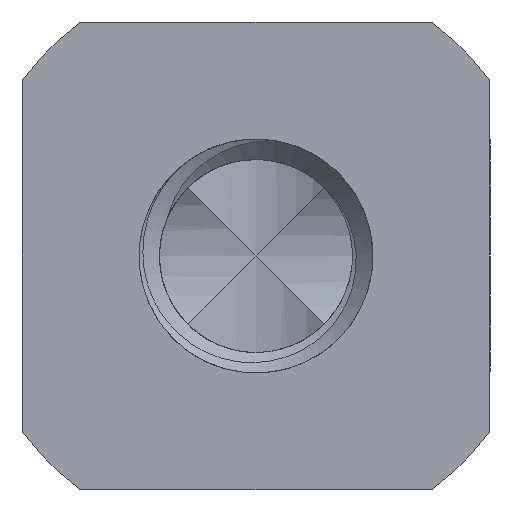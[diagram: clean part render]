
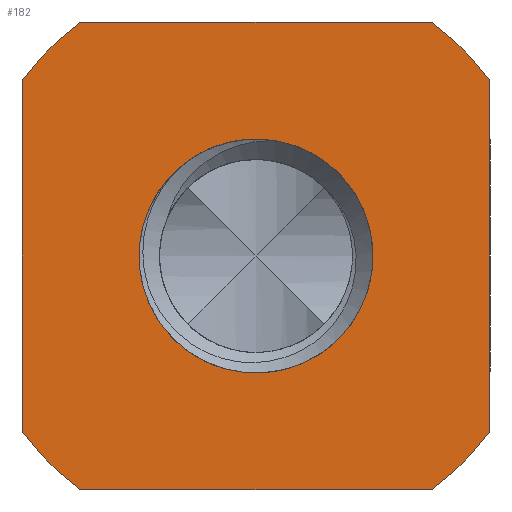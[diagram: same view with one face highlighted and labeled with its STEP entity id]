
A CAD part, front view. The second image highlights one B-rep face of the part: STEP entity #182.
In plain terms, the highlighted planar face has unit normal (0, -1, 0).
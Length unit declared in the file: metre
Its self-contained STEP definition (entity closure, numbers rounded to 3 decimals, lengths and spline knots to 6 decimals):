
#182 = ADVANCED_FACE( 'NONE', ( #515, #516 ), #517, .F. );
#515 = FACE_OUTER_BOUND( '', #1150, .T. );
#516 = FACE_BOUND( '', #1151, .T. );
#517 = PLANE( '', #1152 );
#1150 = EDGE_LOOP( '', ( #3235, #3236, #3237, #3238, #3239, #3240, #3241, #3242 ) );
#1151 = EDGE_LOOP( '', ( #3243, #3244 ) );
#1152 = AXIS2_PLACEMENT_3D( '', #3245, #3246, #3247 );
#3235 = ORIENTED_EDGE( '', *, *, #5059, .F. );
#3236 = ORIENTED_EDGE( '', *, *, #5060, .F. );
#3237 = ORIENTED_EDGE( '', *, *, #5061, .F. );
#3238 = ORIENTED_EDGE( '', *, *, #5062, .F. );
#3239 = ORIENTED_EDGE( '', *, *, #5063, .T. );
#3240 = ORIENTED_EDGE( '', *, *, #5064, .F. );
#3241 = ORIENTED_EDGE( '', *, *, #5065, .T. );
#3242 = ORIENTED_EDGE( '', *, *, #5066, .F. );
#3243 = ORIENTED_EDGE( '', *, *, #5067, .T. );
#3244 = ORIENTED_EDGE( '', *, *, #5068, .T. );
#3245 = CARTESIAN_POINT( '', ( 0., -0.004, 0. ) );
#3246 = DIRECTION( '', ( 0., 1., 0. ) );
#3247 = DIRECTION( '', ( 1., 0., 0. ) );
#5059 = EDGE_CURVE( 'NONE', #5855, #5856, #5857, .T. );
#5060 = EDGE_CURVE( 'NONE', #5858, #5855, #5859, .T. );
#5061 = EDGE_CURVE( 'NONE', #5860, #5858, #5861, .T. );
#5062 = EDGE_CURVE( 'NONE', #5862, #5860, #5863, .T. );
#5063 = EDGE_CURVE( 'NONE', #5862, #5864, #5865, .T. );
#5064 = EDGE_CURVE( 'NONE', #5866, #5864, #5867, .T. );
#5065 = EDGE_CURVE( 'NONE', #5866, #5868, #5869, .T. );
#5066 = EDGE_CURVE( 'NONE', #5856, #5868, #5870, .T. );
#5067 = EDGE_CURVE( 'NONE', #5871, #5872, #5873, .T. );
#5068 = EDGE_CURVE( 'NONE', #5872, #5871, #5874, .T. );
#5855 = VERTEX_POINT( 'NONE', #7165 );
#5856 = VERTEX_POINT( 'NONE', #7166 );
#5857 = LINE( '', #7167, #7168 );
#5858 = VERTEX_POINT( 'NONE', #7169 );
#5859 = CIRCLE( '', #7170, 0.005 );
#5860 = VERTEX_POINT( 'NONE', #7171 );
#5861 = LINE( '', #7172, #7173 );
#5862 = VERTEX_POINT( 'NONE', #7174 );
#5863 = CIRCLE( '', #7175, 0.005 );
#5864 = VERTEX_POINT( 'NONE', #7176 );
#5865 = LINE( '', #7177, #7178 );
#5866 = VERTEX_POINT( 'NONE', #7179 );
#5867 = CIRCLE( '', #7180, 0.005 );
#5868 = VERTEX_POINT( 'NONE', #7181 );
#5869 = LINE( '', #7182, #7183 );
#5870 = CIRCLE( '', #7184, 0.005 );
#5871 = VERTEX_POINT( 'NONE', #7185 );
#5872 = VERTEX_POINT( 'NONE', #7186 );
#5873 = CIRCLE( '', #7187, 0.002 );
#5874 = CIRCLE( '', #7188, 0.002 );
#7165 = CARTESIAN_POINT( '', ( -0.003, -0.004, 0.004 ) );
#7166 = CARTESIAN_POINT( '', ( 0.003, -0.004, 0.004 ) );
#7167 = CARTESIAN_POINT( '', ( 0., -0.004, 0.004 ) );
#7168 = VECTOR( '', #12000, 1. );
#7169 = CARTESIAN_POINT( '', ( -0.004, -0.004, 0.003 ) );
#7170 = AXIS2_PLACEMENT_3D( '', #12001, #12002, #12003 );
#7171 = CARTESIAN_POINT( '', ( -0.004, -0.004, -0.003 ) );
#7172 = CARTESIAN_POINT( '', ( -0.004, -0.004, 0. ) );
#7173 = VECTOR( '', #12004, 1. );
#7174 = CARTESIAN_POINT( '', ( -0.003, -0.004, -0.004 ) );
#7175 = AXIS2_PLACEMENT_3D( '', #12005, #12006, #12007 );
#7176 = CARTESIAN_POINT( '', ( 0.003, -0.004, -0.004 ) );
#7177 = CARTESIAN_POINT( '', ( 0., -0.004, -0.004 ) );
#7178 = VECTOR( '', #12008, 1. );
#7179 = CARTESIAN_POINT( '', ( 0.004, -0.004, -0.003 ) );
#7180 = AXIS2_PLACEMENT_3D( '', #12009, #12010, #12011 );
#7181 = CARTESIAN_POINT( '', ( 0.004, -0.004, 0.003 ) );
#7182 = CARTESIAN_POINT( '', ( 0.004, -0.004, 0. ) );
#7183 = VECTOR( '', #12012, 1. );
#7184 = AXIS2_PLACEMENT_3D( '', #12013, #12014, #12015 );
#7185 = CARTESIAN_POINT( '', ( 0.000313, -0.004, 0.001975 ) );
#7186 = CARTESIAN_POINT( '', ( -0.001172, -0.004, 0.00162 ) );
#7187 = AXIS2_PLACEMENT_3D( '', #12016, #12017, #12018 );
#7188 = AXIS2_PLACEMENT_3D( '', #12019, #12020, #12021 );
#12000 = DIRECTION( '', ( 1., 0., 0. ) );
#12001 = CARTESIAN_POINT( '', ( 0., -0.004, 0. ) );
#12002 = DIRECTION( '', ( 0., 1., 0. ) );
#12003 = DIRECTION( '', ( 0., 0., 1. ) );
#12004 = DIRECTION( '', ( 0., 0., 1. ) );
#12005 = CARTESIAN_POINT( '', ( 0., -0.004, 0. ) );
#12006 = DIRECTION( '', ( 0., 1., 0. ) );
#12007 = DIRECTION( '', ( 0., 0., 1. ) );
#12008 = DIRECTION( '', ( 1., 0., 0. ) );
#12009 = CARTESIAN_POINT( '', ( 0., -0.004, 0. ) );
#12010 = DIRECTION( '', ( 0., 1., 0. ) );
#12011 = DIRECTION( '', ( 0., 0., 1. ) );
#12012 = DIRECTION( '', ( 0., 0., 1. ) );
#12013 = CARTESIAN_POINT( '', ( 0., -0.004, 0. ) );
#12014 = DIRECTION( '', ( 0., 1., 0. ) );
#12015 = DIRECTION( '', ( 0., 0., 1. ) );
#12016 = CARTESIAN_POINT( '', ( 0., -0.004, 0. ) );
#12017 = DIRECTION( '', ( 0., 1., 0. ) );
#12018 = DIRECTION( '', ( 0., 0., 1. ) );
#12019 = CARTESIAN_POINT( '', ( 0., -0.004, 0. ) );
#12020 = DIRECTION( '', ( 0., 1., 0. ) );
#12021 = DIRECTION( '', ( 0., 0., 1. ) );
